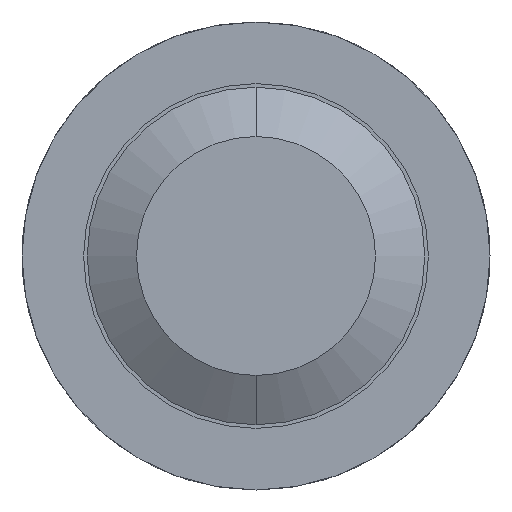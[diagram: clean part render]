
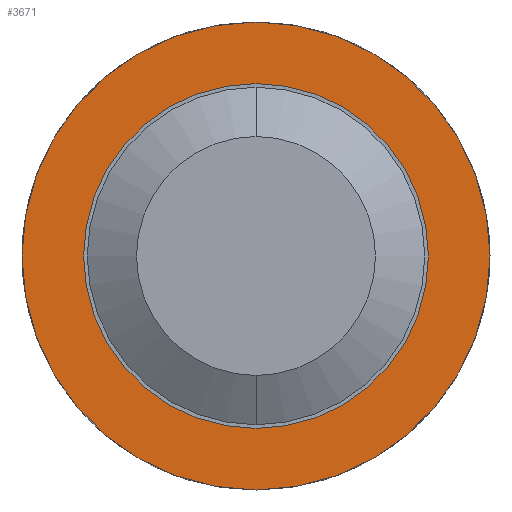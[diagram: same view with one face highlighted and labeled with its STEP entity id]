
A CAD part, front view. The second image highlights one B-rep face of the part: STEP entity #3671.
In plain terms, the highlighted planar face has unit normal (0, -1, 0).
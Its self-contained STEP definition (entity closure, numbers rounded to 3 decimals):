
#3 = AXIS2_PLACEMENT_3D ( 'NONE', #3560, #694, #456 ) ;
#78 = DIRECTION ( 'NONE',  ( 0., 0., 1. ) ) ;
#168 = CIRCLE ( 'NONE', #591, 0.95 ) ;
#197 = VERTEX_POINT ( 'NONE', #1193 ) ;
#456 = DIRECTION ( 'NONE',  ( 0., 0., 1. ) ) ;
#533 = ORIENTED_EDGE ( 'NONE', *, *, #3120, .T. ) ;
#554 = ORIENTED_EDGE ( 'NONE', *, *, #2728, .F. ) ;
#591 = AXIS2_PLACEMENT_3D ( 'NONE', #795, #3090, #2527 ) ;
#648 = PLANE ( 'NONE',  #3242 ) ;
#694 = DIRECTION ( 'NONE',  ( 0., 1., 0. ) ) ;
#795 = CARTESIAN_POINT ( 'NONE',  ( 0., -2.5, 0. ) ) ;
#926 = DIRECTION ( 'NONE',  ( 0., 1., 0. ) ) ;
#939 = VERTEX_POINT ( 'NONE', #2498 ) ;
#1193 = CARTESIAN_POINT ( 'NONE',  ( 0., -2.5, 0.685 ) ) ;
#1315 = CIRCLE ( 'NONE', #3, 0.685 ) ;
#1472 = ORIENTED_EDGE ( 'NONE', *, *, #3657, .T. ) ;
#1519 = AXIS2_PLACEMENT_3D ( 'NONE', #3523, #2361, #2657 ) ;
#1631 = CARTESIAN_POINT ( 'NONE',  ( 0., -2.5, -0.685 ) ) ;
#1710 = CIRCLE ( 'NONE', #2524, 0.685 ) ;
#1750 = DIRECTION ( 'NONE',  ( 0., 0., 1. ) ) ;
#1850 = EDGE_CURVE ( 'Defeature ausgef�hrt3_14+Defeature ausgef�hrt3_15+Defeature ausgef�hrt3_15+Defeature ausgef�hrt3_15', #2179, #939, #168, .T. ) ;
#2050 = CARTESIAN_POINT ( 'NONE',  ( 0., -2.5, 0. ) ) ;
#2074 = EDGE_LOOP ( 'NONE', ( #554, #3275 ) ) ;
#2179 = VERTEX_POINT ( 'NONE', #3488 ) ;
#2361 = DIRECTION ( 'NONE',  ( 0., 1., 0. ) ) ;
#2498 = CARTESIAN_POINT ( 'NONE',  ( 0., -2.5, 0.95 ) ) ;
#2517 = FACE_BOUND ( 'NONE', #2756, .T. ) ;
#2523 = CIRCLE ( 'NONE', #1519, 0.95 ) ;
#2524 = AXIS2_PLACEMENT_3D ( 'NONE', #2050, #3464, #78 ) ;
#2527 = DIRECTION ( 'NONE',  ( 0., 0., 1. ) ) ;
#2657 = DIRECTION ( 'NONE',  ( 0., 0., 1. ) ) ;
#2728 = EDGE_CURVE ( 'Defeature ausgef�hrt3_14+Defeature ausgef�hrt3_15+Defeature ausgef�hrt3_15+Defeature ausgef�hrt3_15', #939, #2179, #2523, .T. ) ;
#2756 = EDGE_LOOP ( 'NONE', ( #533, #1472 ) ) ;
#3090 = DIRECTION ( 'NONE',  ( 0., 1., 0. ) ) ;
#3120 = EDGE_CURVE ( 'Defeature ausgef�hrt3_15+Defeature ausgef�hrt3_9+Defeature ausgef�hrt3_9+Defeature ausgef�hrt3_9', #197, #3434, #1315, .T. ) ;
#3171 = CARTESIAN_POINT ( 'NONE',  ( 0.95, -2.5, 0. ) ) ;
#3242 = AXIS2_PLACEMENT_3D ( 'NONE', #3171, #926, #1750 ) ;
#3275 = ORIENTED_EDGE ( 'NONE', *, *, #1850, .F. ) ;
#3434 = VERTEX_POINT ( 'NONE', #1631 ) ;
#3455 = FACE_OUTER_BOUND ( 'NONE', #2074, .T. ) ;
#3464 = DIRECTION ( 'NONE',  ( 0., 1., 0. ) ) ;
#3488 = CARTESIAN_POINT ( 'NONE',  ( 0., -2.5, -0.95 ) ) ;
#3523 = CARTESIAN_POINT ( 'NONE',  ( 0., -2.5, 0. ) ) ;
#3560 = CARTESIAN_POINT ( 'NONE',  ( 0., -2.5, 0. ) ) ;
#3657 = EDGE_CURVE ( 'Defeature ausgef�hrt3_15+Defeature ausgef�hrt3_9+Defeature ausgef�hrt3_9+Defeature ausgef�hrt3_9', #3434, #197, #1710, .T. ) ;
#3671 = ADVANCED_FACE ( 'Defeature ausgef�hrt3_15', ( #3455, #2517 ), #648, .F. ) ;
